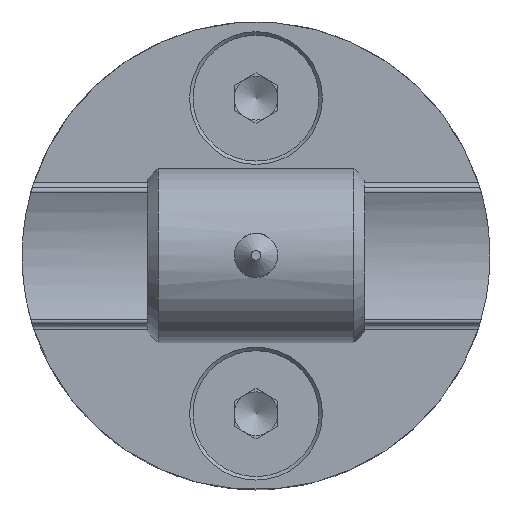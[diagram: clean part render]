
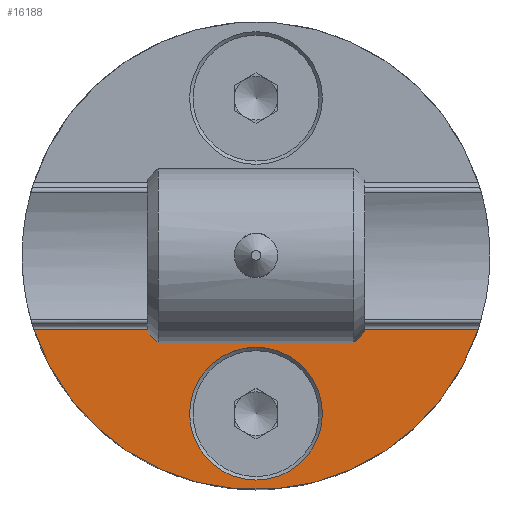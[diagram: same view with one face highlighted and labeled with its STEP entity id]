
A CAD part, top view. The second image highlights one B-rep face of the part: STEP entity #16188.
In plain terms, the highlighted planar face has unit normal (0, 0, 1).
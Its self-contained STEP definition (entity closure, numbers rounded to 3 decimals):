
#1146 = CARTESIAN_POINT ( 'NONE',  ( 0., -14.5, 5. ) ) ;
#1306 = AXIS2_PLACEMENT_3D ( 'NONE', #9323, #16183, #12695 ) ;
#2100 = DIRECTION ( 'NONE',  ( 1., 0., 0. ) ) ;
#2641 = ORIENTED_EDGE ( 'NONE', *, *, #22436, .F. ) ;
#2716 = CIRCLE ( 'NONE', #17912, 6.1 ) ;
#3675 = LINE ( 'NONE', #14080, #22033 ) ;
#4044 = CARTESIAN_POINT ( 'NONE',  ( 20.413, -6.75, 5. ) ) ;
#5464 = EDGE_LOOP ( 'NONE', ( #2641 ) ) ;
#6353 = FACE_BOUND ( 'NONE', #5464, .T. ) ;
#8281 = CIRCLE ( 'NONE', #22923, 21.5 ) ;
#8830 = ORIENTED_EDGE ( 'NONE', *, *, #14697, .T. ) ;
#9323 = CARTESIAN_POINT ( 'NONE',  ( 0., 0., 5. ) ) ;
#9390 = PLANE ( 'NONE',  #1306 ) ;
#9627 = CARTESIAN_POINT ( 'NONE',  ( 0., 0., 5. ) ) ;
#10955 = DIRECTION ( 'NONE',  ( 0., 0., 1. ) ) ;
#12695 = DIRECTION ( 'NONE',  ( 1., 0., 0. ) ) ;
#13847 = DIRECTION ( 'NONE',  ( -1., 0., 0. ) ) ;
#14080 = CARTESIAN_POINT ( 'NONE',  ( -20.572, -6.75, 5. ) ) ;
#14502 = VERTEX_POINT ( 'NONE', #22926 ) ;
#14697 = EDGE_CURVE ( 'NONE', #20287, #22225, #8281, .T. ) ;
#15603 = DIRECTION ( 'NONE',  ( 0., 0., 1. ) ) ;
#15698 = CARTESIAN_POINT ( 'NONE',  ( -20.413, -6.75, 5. ) ) ;
#16183 = DIRECTION ( 'NONE',  ( 0., 0., 1. ) ) ;
#16188 = ADVANCED_FACE ( 'NONE', ( #6353, #22491 ), #9390, .T. ) ;
#17168 = DIRECTION ( 'NONE',  ( 1., 0., 0. ) ) ;
#17195 = EDGE_CURVE ( 'NONE', #22225, #20287, #3675, .T. ) ;
#17721 = ORIENTED_EDGE ( 'NONE', *, *, #17195, .T. ) ;
#17912 = AXIS2_PLACEMENT_3D ( 'NONE', #1146, #15603, #17168 ) ;
#19970 = EDGE_LOOP ( 'NONE', ( #8830, #17721 ) ) ;
#20287 = VERTEX_POINT ( 'NONE', #15698 ) ;
#22033 = VECTOR ( 'NONE', #13847, 1000. ) ;
#22225 = VERTEX_POINT ( 'NONE', #4044 ) ;
#22436 = EDGE_CURVE ( 'NONE', #14502, #14502, #2716, .T. ) ;
#22491 = FACE_OUTER_BOUND ( 'NONE', #19970, .T. ) ;
#22923 = AXIS2_PLACEMENT_3D ( 'NONE', #9627, #10955, #2100 ) ;
#22926 = CARTESIAN_POINT ( 'NONE',  ( 6.1, -14.5, 5. ) ) ;
